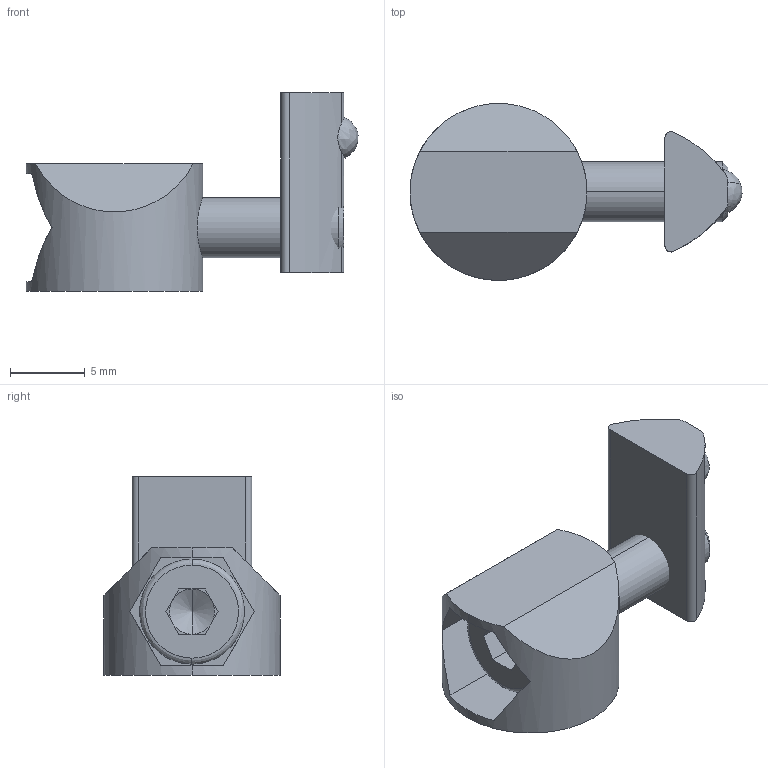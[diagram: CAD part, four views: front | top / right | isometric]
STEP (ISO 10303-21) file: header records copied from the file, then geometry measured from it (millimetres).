
FILE_DESCRIPTION (( 'STEP AP214' ), '1' );
FILE_NAME ('252310001.STEP', '2014-02-19T10:24:49', ( '' ), ( '' ), 'SwSTEP 2.0', 'SolidWorks 2014', '' );
FILE_SCHEMA (( 'AUTOMOTIVE_DESIGN' ));
Length unit declared in the file: millimetre
Products named in the file (1): 252310001
Bounding box: 22.14 x 11.8 x 13.25 mm (x, y, z)
Volume: 1049.9 mm3; surface area: 1423 mm2
Topology: 4 solids, 4 shells, 67 faces, 168 edges, 103 vertices
Faces by surface type: plane 33, cylinder 22, cone 6, bspline 6
Entity records: 3008 total; most frequent: CARTESIAN_POINT 659, ORIENTED_EDGE 324, DIRECTION 322, EDGE_CURVE 162, AXIS2_PLACEMENT_3D 122, VERTEX_POINT 103, VECTOR 78, LINE 78
